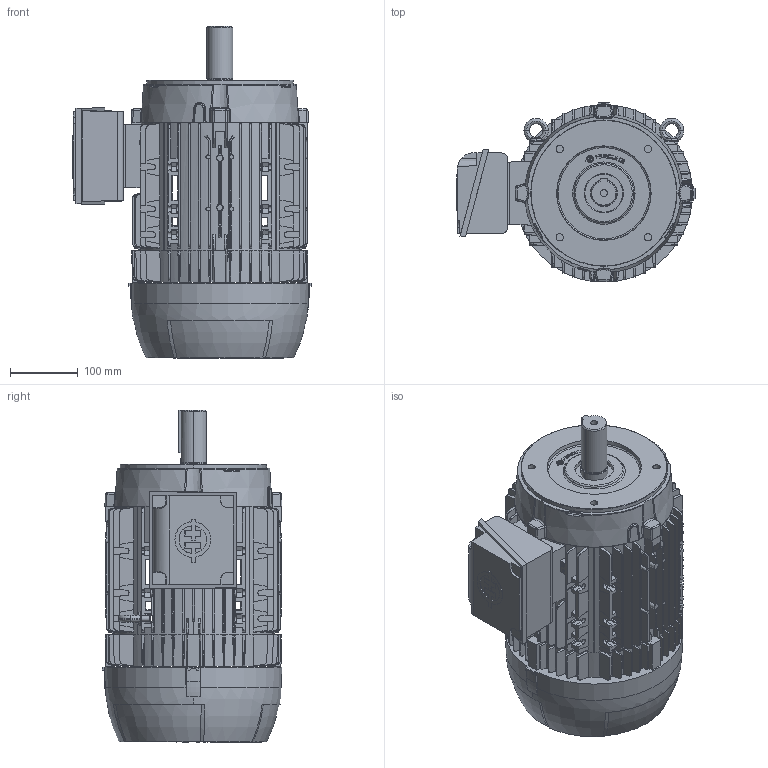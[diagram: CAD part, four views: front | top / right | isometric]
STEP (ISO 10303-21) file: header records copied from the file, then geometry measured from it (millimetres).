
FILE_DESCRIPTION (( 'STEP AP203' ), '1' );
FILE_NAME ('132ML_SP_FC_RIGHT.STEP', '2022-07-27T12:52:04', ( '' ), ( '' ), 'SwSTEP 2.0', 'SolidWorks 2020', '' );
FILE_SCHEMA (( 'CONFIG_CONTROL_DESIGN' ));
Products named in the file (1): 132ML_SP_FC_RIGHT
Bounding box: 352.04 x 265.6 x 490 mm (x, y, z)
Surface area: 888189.6 mm2 (no closed solid volume)
Topology: 0 solids, 13 shells, 2160 faces, 6353 edges, 4200 vertices
Faces by surface type: plane 1317, cone 353, bspline 257, cylinder 158, torus 67, sphere 8
Entity records: 82464 total; most frequent: CARTESIAN_POINT 29693, ORIENTED_EDGE 11789, DIRECTION 9297, EDGE_CURVE 6353, VERTEX_POINT 4200, LINE 3337, VECTOR 3337, AXIS2_PLACEMENT_3D 2980
